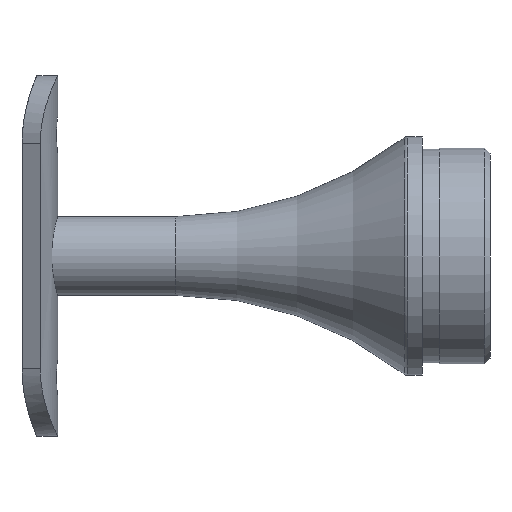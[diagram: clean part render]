
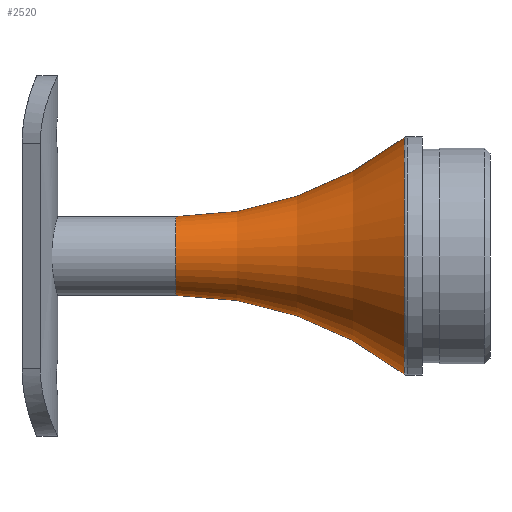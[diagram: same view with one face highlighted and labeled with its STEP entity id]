
A CAD part, left-side view. The second image highlights one B-rep face of the part: STEP entity #2520.
In plain terms, the highlighted toroidal (fillet/blend) face has major radius 72.714 mm and minor radius 65.714 mm.
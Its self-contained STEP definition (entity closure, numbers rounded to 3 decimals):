
#108 = EDGE_CURVE ( 'NONE', #1077, #353, #320, .T. ) ;
#129 = FACE_OUTER_BOUND ( 'NONE', #1887, .T. ) ;
#277 = DIRECTION ( 'NONE',  ( 0., 1., 0. ) ) ;
#320 = CIRCLE ( 'NONE', #919, 65.714 ) ;
#324 = DIRECTION ( 'NONE',  ( 0., 0., 1. ) ) ;
#353 = VERTEX_POINT ( 'NONE', #2248 ) ;
#367 = ORIENTED_EDGE ( 'NONE', *, *, #108, .F. ) ;
#404 = CIRCLE ( 'NONE', #1709, 65.714 ) ;
#573 = CARTESIAN_POINT ( 'NONE',  ( 0., 56.8, 72.714 ) ) ;
#608 = CARTESIAN_POINT ( 'NONE',  ( 0., 56.8, 0. ) ) ;
#751 = ORIENTED_EDGE ( 'NONE', *, *, #3038, .T. ) ;
#842 = AXIS2_PLACEMENT_3D ( 'NONE', #608, #1351, #2878 ) ;
#848 = ORIENTED_EDGE ( 'NONE', *, *, #1567, .T. ) ;
#919 = AXIS2_PLACEMENT_3D ( 'NONE', #573, #2390, #324 ) ;
#956 = DIRECTION ( 'NONE',  ( 1., 0., 0. ) ) ;
#1077 = VERTEX_POINT ( 'NONE', #1157 ) ;
#1103 = CARTESIAN_POINT ( 'NONE',  ( 0., 16.27, 0. ) ) ;
#1116 = CARTESIAN_POINT ( 'NONE',  ( 0., 56.8, -7. ) ) ;
#1137 = CARTESIAN_POINT ( 'NONE',  ( 0., 56.8, 0. ) ) ;
#1152 = CIRCLE ( 'NONE', #2810, 7. ) ;
#1157 = CARTESIAN_POINT ( 'NONE',  ( 0., 56.8, 7. ) ) ;
#1294 = DIRECTION ( 'NONE',  ( 0., 0., 1. ) ) ;
#1351 = DIRECTION ( 'NONE',  ( 0., 1., 0. ) ) ;
#1382 = VERTEX_POINT ( 'NONE', #1585 ) ;
#1421 = CIRCLE ( 'NONE', #1832, 20.987 ) ;
#1497 = CARTESIAN_POINT ( 'NONE',  ( 0., 56.8, -72.714 ) ) ;
#1567 = EDGE_CURVE ( 'NONE', #1382, #353, #1421, .T. ) ;
#1585 = CARTESIAN_POINT ( 'NONE',  ( 0., 16.27, -20.987 ) ) ;
#1709 = AXIS2_PLACEMENT_3D ( 'NONE', #1497, #956, #2973 ) ;
#1832 = AXIS2_PLACEMENT_3D ( 'NONE', #1103, #277, #1294 ) ;
#1887 = EDGE_LOOP ( 'NONE', ( #3134, #751, #848, #367 ) ) ;
#2053 = DIRECTION ( 'NONE',  ( 0., 0., 1. ) ) ;
#2105 = DIRECTION ( 'NONE',  ( 0., 1., 0. ) ) ;
#2248 = CARTESIAN_POINT ( 'NONE',  ( 0., 16.27, 20.987 ) ) ;
#2390 = DIRECTION ( 'NONE',  ( -1., 0., 0. ) ) ;
#2426 = TOROIDAL_SURFACE ( 'NONE', #842, 72.714, 65.714 ) ;
#2520 = ADVANCED_FACE ( 'NONE', ( #129 ), #2426, .F. ) ;
#2810 = AXIS2_PLACEMENT_3D ( 'NONE', #1137, #2105, #2053 ) ;
#2829 = VERTEX_POINT ( 'NONE', #1116 ) ;
#2878 = DIRECTION ( 'NONE',  ( 0., 0., 1. ) ) ;
#2884 = EDGE_CURVE ( 'NONE', #2829, #1077, #1152, .T. ) ;
#2973 = DIRECTION ( 'NONE',  ( 0., 0., -1. ) ) ;
#3038 = EDGE_CURVE ( 'NONE', #2829, #1382, #404, .T. ) ;
#3134 = ORIENTED_EDGE ( 'NONE', *, *, #2884, .F. ) ;
